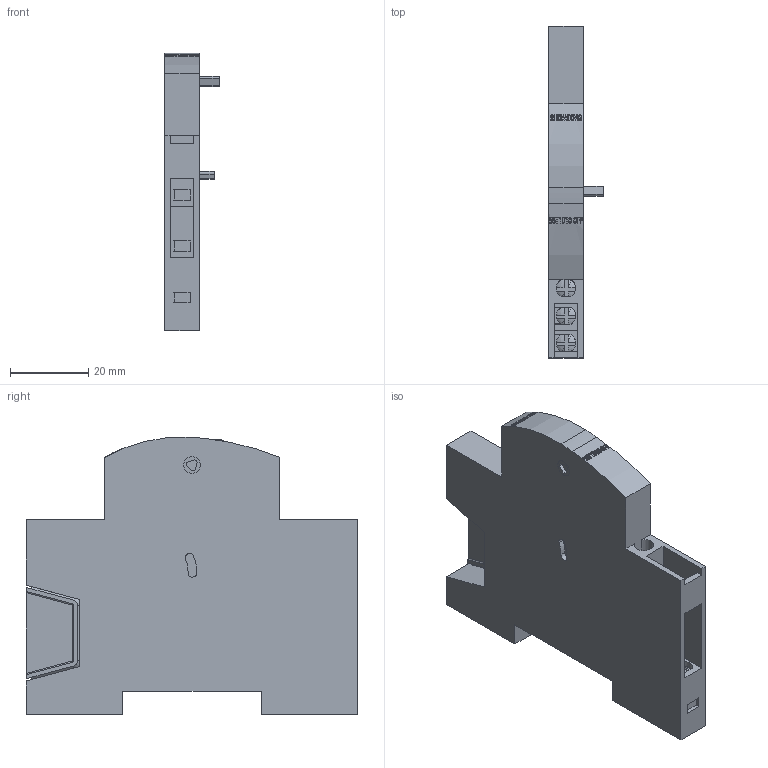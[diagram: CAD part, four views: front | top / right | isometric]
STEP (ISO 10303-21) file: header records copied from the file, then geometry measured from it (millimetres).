
FILE_DESCRIPTION(/* description */ (''),/* implementation_level */ '2;1');
FILE_NAME(/* name */ 'G_I202_XX_63381V.stp',/* time_stamp */ '2023-10-23T13:07:55+02:00',/* author */ (''),/* organization */ (''),/* preprocessor_version */ 'ST-DEVELOPER v18.101',/* originating_system */ 'SIEMENS PLM Software NX 2008',/* authorisation */ '');
FILE_SCHEMA (('AUTOMOTIVE_DESIGN { 1 0 10303 214 3 1 1 1 }'));
Length unit declared in the file: millimetre
Products named in the file (1): 5ST1_G_I202_XX_63381_S-AA_G_I202_XX_63381V_RESULT_stp_corrected
Bounding box: 14 x 85 x 71.14 mm (x, y, z)
Volume: 39211.9 mm3; surface area: 14263.5 mm2
Topology: 1 solids, 1 shells, 349 faces, 943 edges, 619 vertices
Faces by surface type: plane 230, cylinder 72, extrusion 21, sphere 20, cone 4, bspline 2
Entity records: 15245 total; most frequent: CARTESIAN_POINT 4143, ORIENTED_EDGE 1868, DIRECTION 1666, EDGE_CURVE 934, VERTEX_POINT 619, AXIS2_PLACEMENT_3D 566, VECTOR 534, LINE 513
